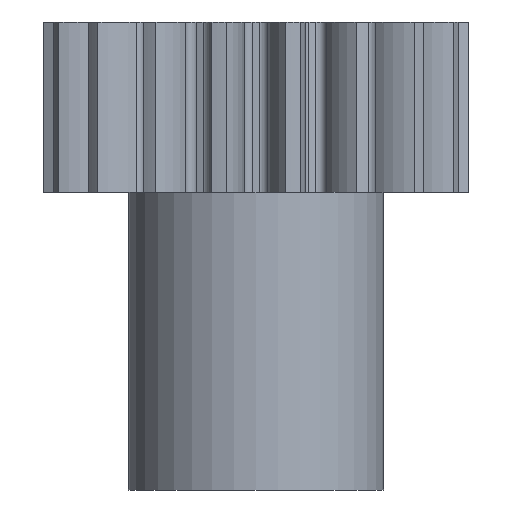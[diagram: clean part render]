
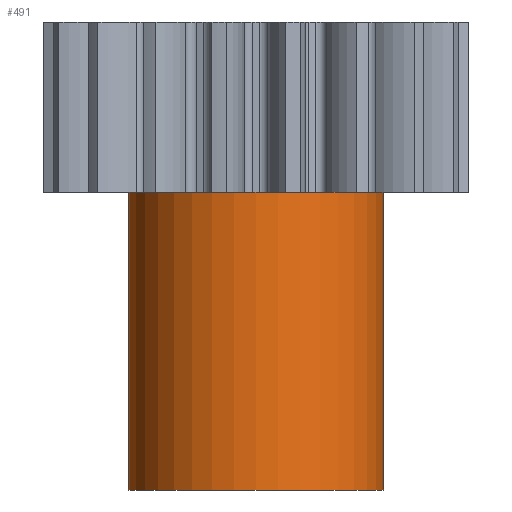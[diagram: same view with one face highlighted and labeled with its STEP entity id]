
A CAD part, front view. The second image highlights one B-rep face of the part: STEP entity #491.
In plain terms, the highlighted cylindrical face has radius 15 mm (diameter 30 mm), a partial arc.
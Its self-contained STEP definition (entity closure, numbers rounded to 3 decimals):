
#491 = ADVANCED_FACE ( 'NONE', ( #2368 ), #2371, .T. ) ;
#494 = ORIENTED_EDGE ( 'NONE', *, *, #1197, .T. ) ;
#497 = ORIENTED_EDGE ( 'NONE', *, *, #744, .F. ) ;
#514 = EDGE_LOOP ( 'NONE', ( #542, #539, #494, #497 ) ) ;
#537 = EDGE_CURVE ( 'NONE', #1201, #1132, #2420, .T. ) ;
#539 = ORIENTED_EDGE ( 'NONE', *, *, #537, .T. ) ;
#542 = ORIENTED_EDGE ( 'NONE', *, *, #1191, .F. ) ;
#744 = EDGE_CURVE ( 'NONE', #1188, #1198, #2530, .T. ) ;
#1132 = VERTEX_POINT ( 'NONE', #3347 ) ;
#1188 = VERTEX_POINT ( 'NONE', #3196 ) ;
#1191 = EDGE_CURVE ( 'NONE', #1201, #1188, #3183, .T. ) ;
#1197 = EDGE_CURVE ( 'NONE', #1132, #1198, #3229, .T. ) ;
#1198 = VERTEX_POINT ( 'NONE', #3280 ) ;
#1201 = VERTEX_POINT ( 'NONE', #3273 ) ;
#2355 = DIRECTION ( 'NONE',  ( 1., 0., 0. ) ) ;
#2356 = DIRECTION ( 'NONE',  ( 0., 0., 1. ) ) ;
#2357 = CARTESIAN_POINT ( 'NONE',  ( 0., 0., -35. ) ) ;
#2358 = AXIS2_PLACEMENT_3D ( 'NONE', #2357, #2356, #2355 ) ;
#2368 = FACE_OUTER_BOUND ( 'NONE', #514, .T. ) ;
#2371 = CYLINDRICAL_SURFACE ( 'NONE', #2358, 15. ) ;
#2401 = DIRECTION ( 'NONE',  ( 1., 0., 0. ) ) ;
#2402 = DIRECTION ( 'NONE',  ( 0., 0., 1. ) ) ;
#2408 = CARTESIAN_POINT ( 'NONE',  ( 0., 0., -35. ) ) ;
#2418 = AXIS2_PLACEMENT_3D ( 'NONE', #2408, #2402, #2401 ) ;
#2420 = CIRCLE ( 'NONE', #2418, 15. ) ;
#2527 = DIRECTION ( 'NONE',  ( 1., 0., 0. ) ) ;
#2528 = DIRECTION ( 'NONE',  ( 0., 0., 1. ) ) ;
#2529 = AXIS2_PLACEMENT_3D ( 'NONE', #2532, #2528, #2527 ) ;
#2530 = CIRCLE ( 'NONE', #2529, 15. ) ;
#2532 = CARTESIAN_POINT ( 'NONE',  ( 0., 0., 0. ) ) ;
#3183 = LINE ( 'NONE', #3221, #3220 ) ;
#3196 = CARTESIAN_POINT ( 'NONE',  ( -15., 0., 0. ) ) ;
#3219 = DIRECTION ( 'NONE',  ( 0., 0., 1. ) ) ;
#3220 = VECTOR ( 'NONE', #3219, 1000. ) ;
#3221 = CARTESIAN_POINT ( 'NONE',  ( -15., 0., -35. ) ) ;
#3229 = LINE ( 'NONE', #3279, #3278 ) ;
#3273 = CARTESIAN_POINT ( 'NONE',  ( -15., 0., -35. ) ) ;
#3277 = DIRECTION ( 'NONE',  ( 0., 0., 1. ) ) ;
#3278 = VECTOR ( 'NONE', #3277, 1000. ) ;
#3279 = CARTESIAN_POINT ( 'NONE',  ( 15., 0., -35. ) ) ;
#3280 = CARTESIAN_POINT ( 'NONE',  ( 15., 0., 0. ) ) ;
#3347 = CARTESIAN_POINT ( 'NONE',  ( 15., 0., -35. ) ) ;
